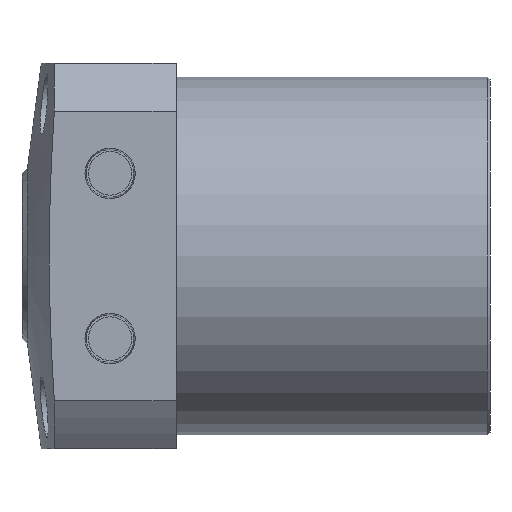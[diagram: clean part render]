
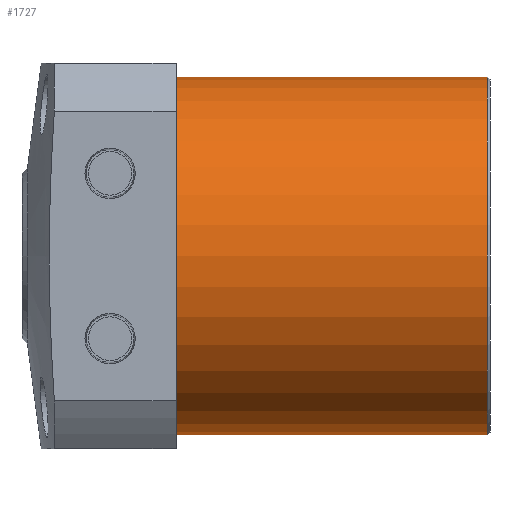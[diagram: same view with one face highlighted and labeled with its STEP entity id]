
A CAD part, left-side view. The second image highlights one B-rep face of the part: STEP entity #1727.
In plain terms, the highlighted cylindrical face has radius 32.5 mm (diameter 65 mm), a partial arc.
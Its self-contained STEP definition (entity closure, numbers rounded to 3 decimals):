
#10 = VERTEX_POINT ( 'NONE', #1514 ) ;
#427 = EDGE_LOOP ( 'NONE', ( #515, #514, #513, #512 ) ) ;
#512 = ORIENTED_EDGE ( 'NONE', *, *, #799, .T. ) ;
#513 = ORIENTED_EDGE ( 'NONE', *, *, #766, .T. ) ;
#514 = ORIENTED_EDGE ( 'NONE', *, *, #796, .T. ) ;
#515 = ORIENTED_EDGE ( 'NONE', *, *, #765, .F. ) ;
#765 = EDGE_CURVE ( 'NONE', #10, #1578, #1937, .T. ) ;
#766 = EDGE_CURVE ( 'NONE', #2079, #1573, #1949, .T. ) ;
#796 = EDGE_CURVE ( 'NONE', #10, #2079, #1989, .T. ) ;
#799 = EDGE_CURVE ( 'NONE', #1573, #1578, #1994, .T. ) ;
#838 = AXIS2_PLACEMENT_3D ( 'NONE', #1184, #1185, #1186 ) ;
#839 = AXIS2_PLACEMENT_3D ( 'NONE', #1189, #1190, #1191 ) ;
#1030 = FACE_OUTER_BOUND ( 'NONE', #427, .T. ) ;
#1035 = CYLINDRICAL_SURFACE ( 'NONE', #1805, 32.5 ) ;
#1184 = CARTESIAN_POINT ( 'NONE',  ( 0., 57., 0. ) ) ;
#1185 = DIRECTION ( 'NONE',  ( 0., -1., 0. ) ) ;
#1186 = DIRECTION ( 'NONE',  ( 0., 0., -1. ) ) ;
#1189 = CARTESIAN_POINT ( 'NONE',  ( 0., 0.5, 0. ) ) ;
#1190 = DIRECTION ( 'NONE',  ( 0., 1., 0. ) ) ;
#1191 = DIRECTION ( 'NONE',  ( 0., 0., 1. ) ) ;
#1303 = DIRECTION ( 'NONE',  ( 0., 0., -1. ) ) ;
#1305 = DIRECTION ( 'NONE',  ( 0., -1., 0. ) ) ;
#1306 = CARTESIAN_POINT ( 'NONE',  ( 0., 57., 0. ) ) ;
#1466 = CARTESIAN_POINT ( 'NONE',  ( 0., 57., -32.5 ) ) ;
#1514 = CARTESIAN_POINT ( 'NONE',  ( 0., 57., 32.5 ) ) ;
#1573 = VERTEX_POINT ( 'NONE', #2172 ) ;
#1578 = VERTEX_POINT ( 'NONE', #2137 ) ;
#1584 = DIRECTION ( 'NONE',  ( 0., -1., 0. ) ) ;
#1589 = CARTESIAN_POINT ( 'NONE',  ( 0., 57., -32.5 ) ) ;
#1593 = CARTESIAN_POINT ( 'NONE',  ( 0., 57., 32.5 ) ) ;
#1596 = DIRECTION ( 'NONE',  ( 0., -1., 0. ) ) ;
#1727 = ADVANCED_FACE ( 'NONE', ( #1030 ), #1035, .T. ) ;
#1805 = AXIS2_PLACEMENT_3D ( 'NONE', #1306, #1305, #1303 ) ;
#1937 = LINE ( 'NONE', #1593, #1950 ) ;
#1949 = LINE ( 'NONE', #1589, #1952 ) ;
#1950 = VECTOR ( 'NONE', #1596, 1000. ) ;
#1952 = VECTOR ( 'NONE', #1584, 1000. ) ;
#1989 = CIRCLE ( 'NONE', #838, 32.5 ) ;
#1994 = CIRCLE ( 'NONE', #839, 32.5 ) ;
#2079 = VERTEX_POINT ( 'NONE', #1466 ) ;
#2137 = CARTESIAN_POINT ( 'NONE',  ( 0., 0.5, 32.5 ) ) ;
#2172 = CARTESIAN_POINT ( 'NONE',  ( 0., 0.5, -32.5 ) ) ;
